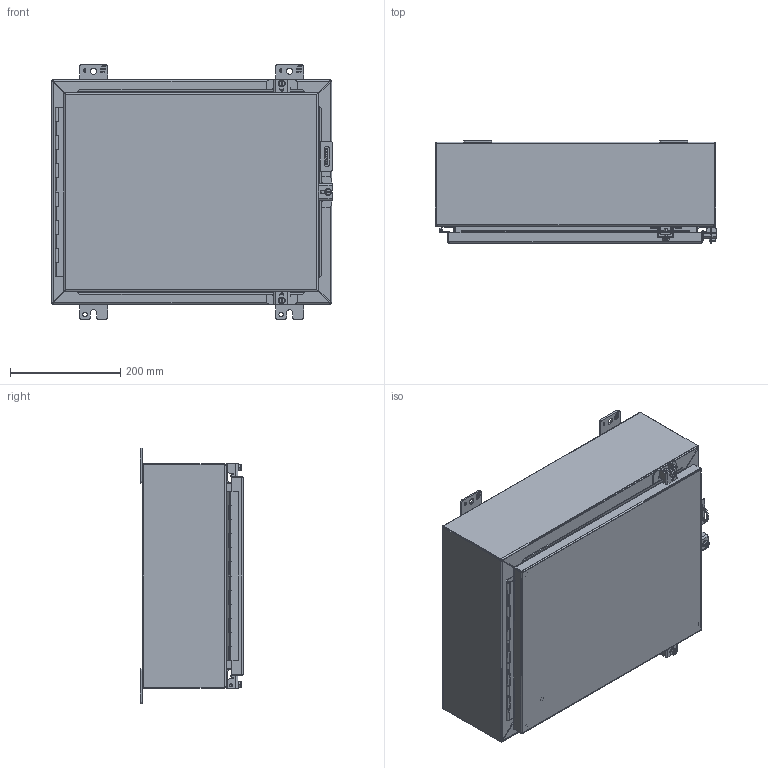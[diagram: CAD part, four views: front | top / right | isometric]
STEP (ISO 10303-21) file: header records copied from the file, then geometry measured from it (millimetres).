
FILE_DESCRIPTION (( 'STEP AP203' ), '1' );
FILE_NAME ('1418N4S16CR6_Default.step', '2019-11-01T16:11:20', ( 'ADC123' ), ( 'Microsoft' ), 'SwSTEP 2.0', 'SolidWorks 2019', '' );
FILE_SCHEMA (( 'CONFIG_CONTROL_DESIGN' ));
Length unit declared in the file: inch
Products named in the file (1): 1418N4S16CR6_Default
Bounding box: 509.6 x 187.32 x 463.55 mm (x, y, z)
Volume: 1975632.6 mm3; surface area: 2055227.3 mm2
Topology: 35 solids, 36 shells, 1183 faces, 3011 edges, 1933 vertices
Faces by surface type: plane 654, cylinder 401, bspline 120, cone 8
Entity records: 41988 total; most frequent: CARTESIAN_POINT 13710, ORIENTED_EDGE 6014, DIRECTION 5591, EDGE_CURVE 3007, VERTEX_POINT 1933, VECTOR 1911, LINE 1911, AXIS2_PLACEMENT_3D 1840
